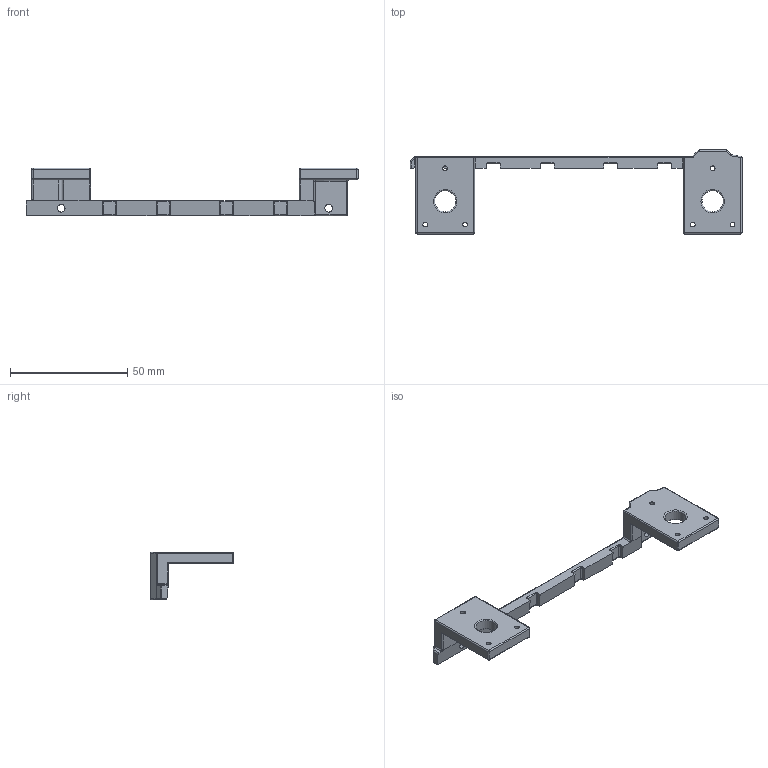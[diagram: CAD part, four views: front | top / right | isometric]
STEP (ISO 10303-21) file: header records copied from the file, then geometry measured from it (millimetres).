
FILE_DESCRIPTION(/* description */ (''),/* implementation_level */ '2;1');
FILE_NAME(/* name */ 'LW20 M350RTK Mounting Plates v14.step',/* time_stamp */ '2024-10-17T06:32:33+02:00',/* author */ (''),/* organization */ (''),/* preprocessor_version */ 'ST-DEVELOPER v20',/* originating_system */ 'Autodesk Translation Framework v13.20.0.188',/* authorisation */ '');
FILE_SCHEMA (('AUTOMOTIVE_DESIGN { 1 0 10303 214 3 1 1 }'));
Length unit declared in the file: millimetre
Products named in the file (1): LW20 M350RTK Mounting Plates
Bounding box: 141.5 x 35.8 x 20.35 mm (x, y, z)
Volume: 13565.7 mm3; surface area: 8296 mm2
Topology: 1 solids, 1 shells, 184 faces, 439 edges, 255 vertices
Faces by surface type: cylinder 84, plane 45, torus 30, sphere 19, bspline 6
Full cylindrical faces by diameter (mm): 2 x6, 3.25 x2, 9 x2
Entity records: 5542 total; most frequent: CARTESIAN_POINT 1157, DIRECTION 971, ORIENTED_EDGE 876, EDGE_CURVE 438, AXIS2_PLACEMENT_3D 382, VERTEX_POINT 255, LINE 207, VECTOR 207
